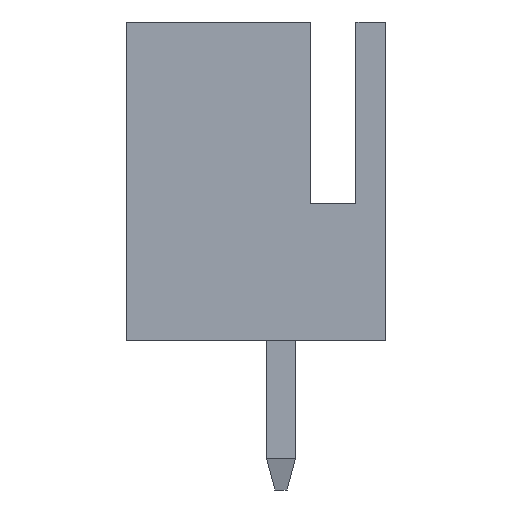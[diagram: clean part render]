
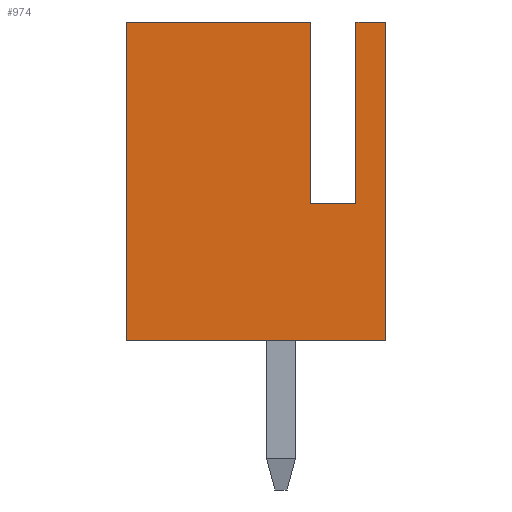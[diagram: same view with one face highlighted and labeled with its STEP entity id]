
A CAD part, left-side view. The second image highlights one B-rep face of the part: STEP entity #974.
In plain terms, the highlighted planar face has unit normal (-1, 0, 0).
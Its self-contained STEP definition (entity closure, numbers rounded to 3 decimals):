
#974 = ADVANCED_FACE ( 'NONE', ( #12957 ), #16104, .F. ) ;
#1044 = CARTESIAN_POINT ( 'NONE',  ( -25.05, 1.65, 7. ) ) ;
#1632 = ORIENTED_EDGE ( 'NONE', *, *, #7714, .F. ) ;
#1912 = VERTEX_POINT ( 'NONE', #18898 ) ;
#1950 = CARTESIAN_POINT ( 'NONE',  ( -25.05, 5.7, 7. ) ) ;
#2001 = EDGE_LOOP ( 'NONE', ( #7430, #18802, #1632, #16783, #6306, #2422, #8759, #18862 ) ) ;
#2380 = DIRECTION ( 'NONE',  ( 0., -1., 0. ) ) ;
#2403 = VECTOR ( 'NONE', #9063, 1000. ) ;
#2422 = ORIENTED_EDGE ( 'NONE', *, *, #6874, .T. ) ;
#2929 = LINE ( 'NONE', #7342, #2403 ) ;
#5082 = VECTOR ( 'NONE', #6467, 1000. ) ;
#5136 = CARTESIAN_POINT ( 'NONE',  ( -25.05, 5.7, 3. ) ) ;
#5155 = VERTEX_POINT ( 'NONE', #15451 ) ;
#5312 = EDGE_CURVE ( 'NONE', #14111, #9759, #9192, .T. ) ;
#5861 = CARTESIAN_POINT ( 'NONE',  ( -25.05, 5.7, 7. ) ) ;
#6217 = VERTEX_POINT ( 'NONE', #9937 ) ;
#6306 = ORIENTED_EDGE ( 'NONE', *, *, #15433, .T. ) ;
#6448 = CARTESIAN_POINT ( 'NONE',  ( -25.05, 5.7, 7. ) ) ;
#6467 = DIRECTION ( 'NONE',  ( 0., 0., -1. ) ) ;
#6649 = LINE ( 'NONE', #5136, #14452 ) ;
#6712 = VERTEX_POINT ( 'NONE', #14583 ) ;
#6873 = DIRECTION ( 'NONE',  ( 0., 0., 1. ) ) ;
#6874 = EDGE_CURVE ( 'NONE', #6712, #17990, #2929, .T. ) ;
#7342 = CARTESIAN_POINT ( 'NONE',  ( -25.05, 5.7, 0. ) ) ;
#7430 = ORIENTED_EDGE ( 'NONE', *, *, #10607, .F. ) ;
#7714 = EDGE_CURVE ( 'NONE', #9759, #1912, #15719, .T. ) ;
#8064 = CARTESIAN_POINT ( 'NONE',  ( -25.05, 0., 0. ) ) ;
#8236 = CARTESIAN_POINT ( 'NONE',  ( -25.05, 5.7, 7. ) ) ;
#8324 = CARTESIAN_POINT ( 'NONE',  ( -25.05, 0., 7. ) ) ;
#8759 = ORIENTED_EDGE ( 'NONE', *, *, #21207, .F. ) ;
#9015 = VERTEX_POINT ( 'NONE', #10596 ) ;
#9063 = DIRECTION ( 'NONE',  ( 0., -1., 0. ) ) ;
#9192 = LINE ( 'NONE', #5861, #20880 ) ;
#9454 = DIRECTION ( 'NONE',  ( 1., 0., 0. ) ) ;
#9759 = VERTEX_POINT ( 'NONE', #16717 ) ;
#9896 = LINE ( 'NONE', #15021, #17635 ) ;
#9937 = CARTESIAN_POINT ( 'NONE',  ( -25.05, 0.65, 7. ) ) ;
#10596 = CARTESIAN_POINT ( 'NONE',  ( -25.05, 0.65, 3. ) ) ;
#10607 = EDGE_CURVE ( 'NONE', #9015, #6217, #9896, .T. ) ;
#11692 = DIRECTION ( 'NONE',  ( 0., 1., 0. ) ) ;
#12058 = VECTOR ( 'NONE', #2380, 1000. ) ;
#12378 = DIRECTION ( 'NONE',  ( 0., -1., 0. ) ) ;
#12508 = VECTOR ( 'NONE', #18018, 1000. ) ;
#12957 = FACE_OUTER_BOUND ( 'NONE', #2001, .T. ) ;
#13338 = LINE ( 'NONE', #8324, #15668 ) ;
#14111 = VERTEX_POINT ( 'NONE', #1950 ) ;
#14452 = VECTOR ( 'NONE', #11692, 1000. ) ;
#14583 = CARTESIAN_POINT ( 'NONE',  ( -25.05, 5.7, 0. ) ) ;
#14861 = DIRECTION ( 'NONE',  ( 0., 0., -1. ) ) ;
#15021 = CARTESIAN_POINT ( 'NONE',  ( -25.05, 0.65, 7. ) ) ;
#15433 = EDGE_CURVE ( 'NONE', #14111, #6712, #19621, .T. ) ;
#15451 = CARTESIAN_POINT ( 'NONE',  ( -25.05, 0., 7. ) ) ;
#15452 = AXIS2_PLACEMENT_3D ( 'NONE', #6448, #9454, #19656 ) ;
#15668 = VECTOR ( 'NONE', #14861, 1000. ) ;
#15719 = LINE ( 'NONE', #1044, #5082 ) ;
#16104 = PLANE ( 'NONE',  #15452 ) ;
#16717 = CARTESIAN_POINT ( 'NONE',  ( -25.05, 1.65, 7. ) ) ;
#16783 = ORIENTED_EDGE ( 'NONE', *, *, #5312, .F. ) ;
#17081 = CARTESIAN_POINT ( 'NONE',  ( -25.05, 5.7, 7. ) ) ;
#17188 = LINE ( 'NONE', #17081, #12058 ) ;
#17635 = VECTOR ( 'NONE', #6873, 1000. ) ;
#17990 = VERTEX_POINT ( 'NONE', #8064 ) ;
#18018 = DIRECTION ( 'NONE',  ( 0., 0., -1. ) ) ;
#18802 = ORIENTED_EDGE ( 'NONE', *, *, #19665, .T. ) ;
#18862 = ORIENTED_EDGE ( 'NONE', *, *, #19901, .F. ) ;
#18898 = CARTESIAN_POINT ( 'NONE',  ( -25.05, 1.65, 3. ) ) ;
#19621 = LINE ( 'NONE', #8236, #12508 ) ;
#19656 = DIRECTION ( 'NONE',  ( 0., 0., -1. ) ) ;
#19665 = EDGE_CURVE ( 'NONE', #9015, #1912, #6649, .T. ) ;
#19901 = EDGE_CURVE ( 'NONE', #6217, #5155, #17188, .T. ) ;
#20880 = VECTOR ( 'NONE', #12378, 1000. ) ;
#21207 = EDGE_CURVE ( 'NONE', #5155, #17990, #13338, .T. ) ;
